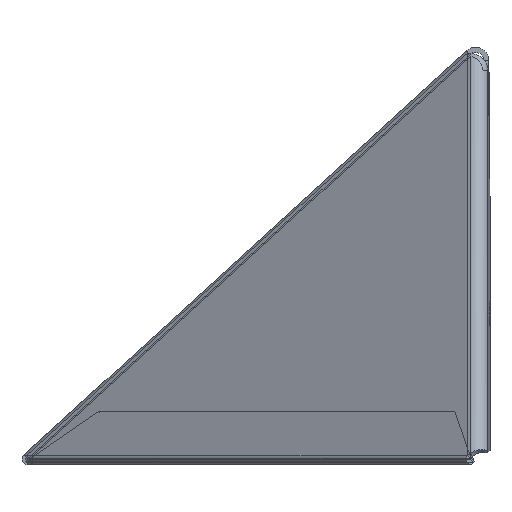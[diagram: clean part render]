
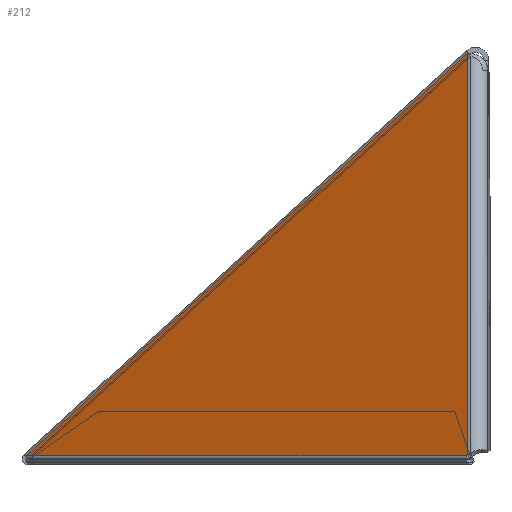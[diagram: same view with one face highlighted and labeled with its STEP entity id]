
A CAD part, front view. The second image highlights one B-rep face of the part: STEP entity #212.
In plain terms, the highlighted planar face has unit normal (-0.559, -0.559, 0.612).
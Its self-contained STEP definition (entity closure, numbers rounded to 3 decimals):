
#95 = VECTOR ( 'NONE', #297, 1000. ) ;
#130 = LINE ( 'NONE', #1860, #411 ) ;
#212 = ADVANCED_FACE ( 'NONE', ( #2272 ), #1963, .T. ) ;
#297 = DIRECTION ( 'NONE',  ( 0.707, -0.707, 0. ) ) ;
#411 = VECTOR ( 'NONE', #1708, 1000. ) ;
#634 = LINE ( 'NONE', #2615, #1411 ) ;
#648 = EDGE_LOOP ( 'NONE', ( #2023, #2505, #2319 ) ) ;
#892 = CARTESIAN_POINT ( 'NONE',  ( -189.244, -189.244, 207.238 ) ) ;
#912 = DIRECTION ( 'NONE',  ( 0., -0.738, -0.674 ) ) ;
#958 = DIRECTION ( 'NONE',  ( -0.738, 0., -0.674 ) ) ;
#1106 = VERTEX_POINT ( 'NONE', #2191 ) ;
#1111 = DIRECTION ( 'NONE',  ( -0.559, -0.559, 0.612 ) ) ;
#1162 = CARTESIAN_POINT ( 'NONE',  ( -385.447, -219.447, 0.49 ) ) ;
#1401 = CARTESIAN_POINT ( 'NONE',  ( -385.143, -219.751, 0.49 ) ) ;
#1411 = VECTOR ( 'NONE', #958, 1000. ) ;
#1556 = EDGE_CURVE ( 'NONE', #1735, #2407, #2009, .T. ) ;
#1708 = DIRECTION ( 'NONE',  ( 0., 0.738, 0.674 ) ) ;
#1735 = VERTEX_POINT ( 'NONE', #1401 ) ;
#1818 = AXIS2_PLACEMENT_3D ( 'NONE', #892, #1111, #912 ) ;
#1860 = CARTESIAN_POINT ( 'NONE',  ( -318.647, -130.403, 142.802 ) ) ;
#1963 = PLANE ( 'NONE',  #1818 ) ;
#2009 = LINE ( 'NONE', #1162, #95 ) ;
#2023 = ORIENTED_EDGE ( 'NONE', *, *, #2255, .T. ) ;
#2191 = CARTESIAN_POINT ( 'NONE',  ( -318.647, -219.751, 61.212 ) ) ;
#2194 = CARTESIAN_POINT ( 'NONE',  ( -318.647, -286.247, 0.49 ) ) ;
#2255 = EDGE_CURVE ( 'NONE', #2407, #1106, #130, .T. ) ;
#2272 = FACE_OUTER_BOUND ( 'NONE', #648, .T. ) ;
#2319 = ORIENTED_EDGE ( 'NONE', *, *, #1556, .T. ) ;
#2407 = VERTEX_POINT ( 'NONE', #2194 ) ;
#2505 = ORIENTED_EDGE ( 'NONE', *, *, #2531, .T. ) ;
#2531 = EDGE_CURVE ( 'NONE', #1106, #1735, #634, .T. ) ;
#2615 = CARTESIAN_POINT ( 'NONE',  ( -385.309, -219.751, 0.338 ) ) ;
